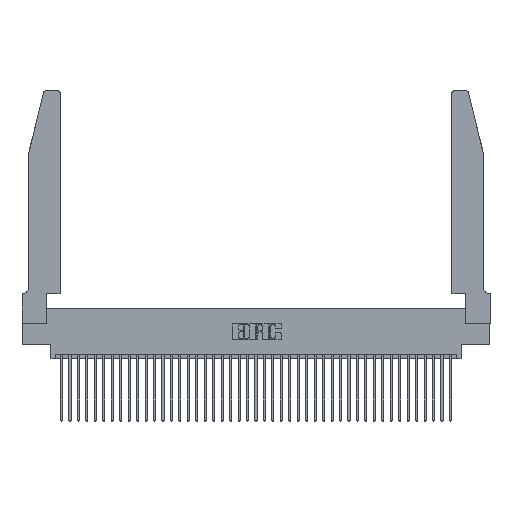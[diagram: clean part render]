
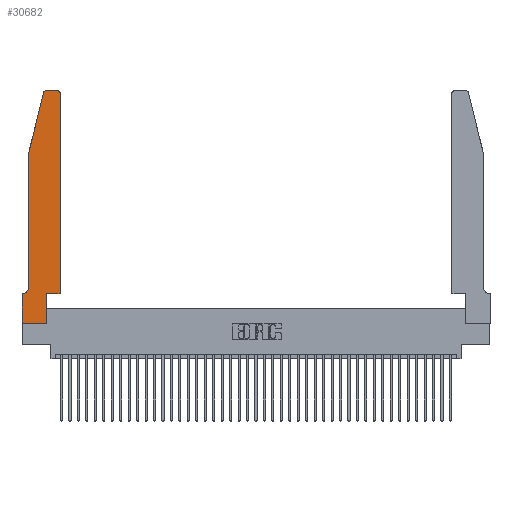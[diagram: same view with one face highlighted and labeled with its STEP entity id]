
A CAD part, top view. The second image highlights one B-rep face of the part: STEP entity #30682.
In plain terms, the highlighted planar face has unit normal (0, 0, 1).
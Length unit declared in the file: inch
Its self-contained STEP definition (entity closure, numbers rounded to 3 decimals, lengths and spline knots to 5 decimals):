
#334 = DIRECTION ( 'NONE',  ( 1., 0., 0. ) ) ;
#871 = LINE ( 'NONE', #21918, #25748 ) ;
#1013 = DIRECTION ( 'NONE',  ( 0., 0., 1. ) ) ;
#1775 = VERTEX_POINT ( 'NONE', #40275 ) ;
#2115 = VERTEX_POINT ( 'NONE', #34634 ) ;
#2231 = DIRECTION ( 'NONE',  ( 0., 0., 1. ) ) ;
#2384 = VECTOR ( 'NONE', #6443, 39.37008 ) ;
#3216 = AXIS2_PLACEMENT_3D ( 'NONE', #25478, #23072, #16460 ) ;
#4474 = ORIENTED_EDGE ( 'NONE', *, *, #25580, .T. ) ;
#4500 = VECTOR ( 'NONE', #39564, 39.37008 ) ;
#4826 = CARTESIAN_POINT ( 'NONE',  ( 0.2865, 0.35, 0.37 ) ) ;
#5075 = CARTESIAN_POINT ( 'NONE',  ( 0.4505, 2.72, 0.37 ) ) ;
#5764 = EDGE_CURVE ( 'NONE', #1775, #22386, #871, .T. ) ;
#6178 = VECTOR ( 'NONE', #36681, 39.37008 ) ;
#6357 = VERTEX_POINT ( 'NONE', #7239 ) ;
#6443 = DIRECTION ( 'NONE',  ( 0., -1., 0. ) ) ;
#6926 = EDGE_CURVE ( 'NONE', #15817, #23358, #18679, .T. ) ;
#7239 = CARTESIAN_POINT ( 'NONE',  ( 0.4505, 0.35, 0.37 ) ) ;
#7864 = EDGE_CURVE ( 'NONE', #22386, #36883, #17094, .T. ) ;
#8200 = VERTEX_POINT ( 'NONE', #24765 ) ;
#8479 = DIRECTION ( 'NONE',  ( -1., 0., 0. ) ) ;
#8712 = DIRECTION ( 'NONE',  ( 1., 0., 0. ) ) ;
#9302 = EDGE_CURVE ( 'NONE', #23358, #15663, #21875, .T. ) ;
#10244 = ORIENTED_EDGE ( 'NONE', *, *, #7864, .T. ) ;
#10517 = CARTESIAN_POINT ( 'NONE',  ( 0.4505, 0.35, 0.37 ) ) ;
#10612 = VECTOR ( 'NONE', #28599, 39.37008 ) ;
#10667 = CARTESIAN_POINT ( 'NONE',  ( 0.284, 2.75, 0.37 ) ) ;
#11698 = VECTOR ( 'NONE', #8479, 39.37008 ) ;
#11775 = CIRCLE ( 'NONE', #3216, 0.07 ) ;
#12960 = ORIENTED_EDGE ( 'NONE', *, *, #35074, .T. ) ;
#13901 = DIRECTION ( 'NONE',  ( 1., 0., 0. ) ) ;
#14241 = EDGE_CURVE ( 'NONE', #20623, #15817, #14527, .T. ) ;
#14527 = CIRCLE ( 'NONE', #30804, 0.03 ) ;
#15163 = VECTOR ( 'NONE', #19444, 39.37008 ) ;
#15663 = VERTEX_POINT ( 'NONE', #39596 ) ;
#15690 = ORIENTED_EDGE ( 'NONE', *, *, #36886, .T. ) ;
#15817 = VERTEX_POINT ( 'NONE', #34947 ) ;
#16192 = CARTESIAN_POINT ( 'NONE',  ( 0., 0.35, 0.37 ) ) ;
#16460 = DIRECTION ( 'NONE',  ( -1., 0., 0. ) ) ;
#16730 = DIRECTION ( 'NONE',  ( 0., 0., 1. ) ) ;
#17094 = LINE ( 'NONE', #4826, #6178 ) ;
#17522 = DIRECTION ( 'NONE',  ( 0., -1., 0. ) ) ;
#18377 = EDGE_CURVE ( 'NONE', #2115, #33005, #20222, .T. ) ;
#18608 = LINE ( 'NONE', #18908, #15163 ) ;
#18679 = LINE ( 'NONE', #27542, #11698 ) ;
#18871 = DIRECTION ( 'NONE',  ( 1., 0., 0. ) ) ;
#18908 = CARTESIAN_POINT ( 'NONE',  ( 0.4505, 0.35, 0.37 ) ) ;
#19444 = DIRECTION ( 'NONE',  ( 0., 1., 0. ) ) ;
#19723 = CARTESIAN_POINT ( 'NONE',  ( 0.4205, 2.72, 0.37 ) ) ;
#20222 = LINE ( 'NONE', #28945, #2384 ) ;
#20623 = VERTEX_POINT ( 'NONE', #5075 ) ;
#20941 = CARTESIAN_POINT ( 'NONE',  ( 0.284, 2.72, 0.37 ) ) ;
#21135 = LINE ( 'NONE', #27540, #27149 ) ;
#21875 = CIRCLE ( 'NONE', #24260, 0.03 ) ;
#21918 = CARTESIAN_POINT ( 'NONE',  ( 0., 0., 0.37 ) ) ;
#22251 = ORIENTED_EDGE ( 'NONE', *, *, #9302, .T. ) ;
#22334 = CARTESIAN_POINT ( 'NONE',  ( 0.0755, 0.42, 0.37 ) ) ;
#22386 = VERTEX_POINT ( 'NONE', #36458 ) ;
#22751 = AXIS2_PLACEMENT_3D ( 'NONE', #16192, #16730, #334 ) ;
#23072 = DIRECTION ( 'NONE',  ( 0., 0., -1. ) ) ;
#23358 = VERTEX_POINT ( 'NONE', #10667 ) ;
#23585 = CARTESIAN_POINT ( 'NONE',  ( 0.2865, 0.35, 0.37 ) ) ;
#24213 = EDGE_CURVE ( 'NONE', #33005, #8200, #11775, .T. ) ;
#24260 = AXIS2_PLACEMENT_3D ( 'NONE', #20941, #2231, #8712 ) ;
#24765 = CARTESIAN_POINT ( 'NONE',  ( 0.0055, 0.35, 0.37 ) ) ;
#24827 = EDGE_CURVE ( 'NONE', #28364, #1775, #21135, .T. ) ;
#25478 = CARTESIAN_POINT ( 'NONE',  ( 0.0055, 0.42, 0.37 ) ) ;
#25580 = EDGE_CURVE ( 'NONE', #6357, #20623, #18608, .T. ) ;
#25748 = VECTOR ( 'NONE', #18871, 39.37008 ) ;
#27149 = VECTOR ( 'NONE', #17522, 39.37008 ) ;
#27391 = ORIENTED_EDGE ( 'NONE', *, *, #6926, .T. ) ;
#27540 = CARTESIAN_POINT ( 'NONE',  ( 0., 0., 0.37 ) ) ;
#27542 = CARTESIAN_POINT ( 'NONE',  ( 0.2605, 2.75, 0.37 ) ) ;
#28364 = VERTEX_POINT ( 'NONE', #35400 ) ;
#28599 = DIRECTION ( 'NONE',  ( -0.239, -0.971, 0. ) ) ;
#28945 = CARTESIAN_POINT ( 'NONE',  ( 0.0755, 2., 0.37 ) ) ;
#29917 = ORIENTED_EDGE ( 'NONE', *, *, #18377, .T. ) ;
#30682 = ADVANCED_FACE ( 'NONE', ( #39808 ), #35776, .T. ) ;
#30804 = AXIS2_PLACEMENT_3D ( 'NONE', #19723, #1013, #38682 ) ;
#30858 = LINE ( 'NONE', #36724, #4500 ) ;
#31090 = ORIENTED_EDGE ( 'NONE', *, *, #14241, .T. ) ;
#31611 = ORIENTED_EDGE ( 'NONE', *, *, #5764, .T. ) ;
#33005 = VERTEX_POINT ( 'NONE', #22334 ) ;
#33198 = ORIENTED_EDGE ( 'NONE', *, *, #24213, .T. ) ;
#33276 = VECTOR ( 'NONE', #13901, 39.37008 ) ;
#34634 = CARTESIAN_POINT ( 'NONE',  ( 0.0755, 2., 0.37 ) ) ;
#34883 = CARTESIAN_POINT ( 'NONE',  ( 0.0755, 2., 0.37 ) ) ;
#34947 = CARTESIAN_POINT ( 'NONE',  ( 0.4205, 2.75, 0.37 ) ) ;
#35074 = EDGE_CURVE ( 'NONE', #8200, #28364, #30858, .T. ) ;
#35400 = CARTESIAN_POINT ( 'NONE',  ( 0., 0.35, 0.37 ) ) ;
#35776 = PLANE ( 'NONE',  #22751 ) ;
#36458 = CARTESIAN_POINT ( 'NONE',  ( 0.2865, 0., 0.37 ) ) ;
#36681 = DIRECTION ( 'NONE',  ( 0., 1., 0. ) ) ;
#36724 = CARTESIAN_POINT ( 'NONE',  ( 0.0755, 0.35, 0.37 ) ) ;
#36883 = VERTEX_POINT ( 'NONE', #23585 ) ;
#36886 = EDGE_CURVE ( 'NONE', #36883, #6357, #38275, .T. ) ;
#37108 = EDGE_LOOP ( 'NONE', ( #27391, #22251, #38439, #29917, #33198, #12960, #38140, #31611, #10244, #15690, #4474, #31090 ) ) ;
#38140 = ORIENTED_EDGE ( 'NONE', *, *, #24827, .T. ) ;
#38275 = LINE ( 'NONE', #10517, #33276 ) ;
#38439 = ORIENTED_EDGE ( 'NONE', *, *, #39300, .T. ) ;
#38504 = LINE ( 'NONE', #34883, #10612 ) ;
#38682 = DIRECTION ( 'NONE',  ( 1., 0., 0. ) ) ;
#39300 = EDGE_CURVE ( 'NONE', #15663, #2115, #38504, .T. ) ;
#39564 = DIRECTION ( 'NONE',  ( -1., 0., 0. ) ) ;
#39596 = CARTESIAN_POINT ( 'NONE',  ( 0.25487, 2.72718, 0.37 ) ) ;
#39808 = FACE_OUTER_BOUND ( 'NONE', #37108, .T. ) ;
#40275 = CARTESIAN_POINT ( 'NONE',  ( 0., 0., 0.37 ) ) ;
